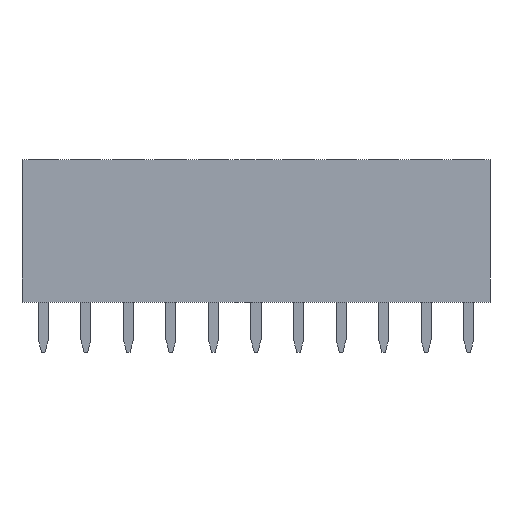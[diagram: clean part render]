
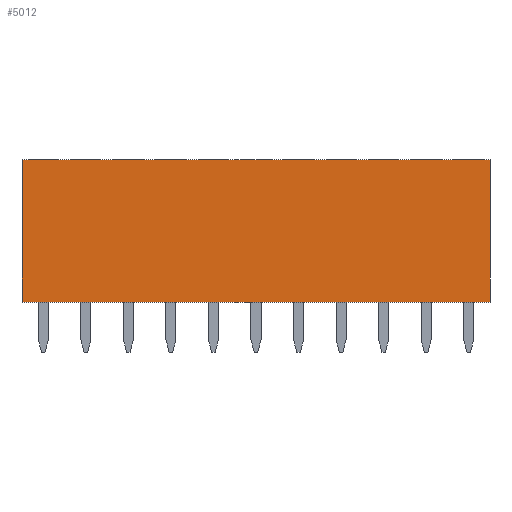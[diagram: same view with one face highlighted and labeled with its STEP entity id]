
A CAD part, front view. The second image highlights one B-rep face of the part: STEP entity #5012.
In plain terms, the highlighted planar face has unit normal (0, -1, 0).
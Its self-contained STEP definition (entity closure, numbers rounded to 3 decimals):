
#5012=ADVANCED_FACE('',(#9390),#9392,.T.);
#9390=FACE_BOUND('',#9391,.T.);
#9391=EDGE_LOOP('',(#12801,#12802,#12803,#12804));
#9392=PLANE('',#9393);
#9393=AXIS2_PLACEMENT_3D('',#9394,#9395,#9396);
#9394=CARTESIAN_POINT('',(-1.27,-1.27,0.));
#9395=DIRECTION('',(0.,-1.,0.));
#9396=DIRECTION('',(1.,0.,0.));
#12801=ORIENTED_EDGE('',*,*,#14607,.T.);
#12802=ORIENTED_EDGE('',*,*,#14470,.T.);
#12803=ORIENTED_EDGE('',*,*,#14583,.F.);
#12804=ORIENTED_EDGE('',*,*,#14459,.F.);
#14459=EDGE_CURVE('',#17043,#17045,#17046,.T.);
#14470=EDGE_CURVE('',#17065,#17063,#17066,.T.);
#14583=EDGE_CURVE('',#17045,#17063,#17203,.T.);
#14607=EDGE_CURVE('',#17043,#17065,#17231,.T.);
#17043=VERTEX_POINT('',#22689);
#17045=VERTEX_POINT('',#22693);
#17046=LINE('',#22694,#22695);
#17063=VERTEX_POINT('',#22731);
#17065=VERTEX_POINT('',#22735);
#17066=LINE('',#22736,#22737);
#17203=LINE('',#23103,#23104);
#17231=LINE('',#23179,#23180);
#22689=CARTESIAN_POINT('',(-1.27,-1.27,0.));
#22693=CARTESIAN_POINT('',(-1.27,-1.27,8.5));
#22694=CARTESIAN_POINT('',(-1.27,-1.27,0.));
#22695=VECTOR('',#22696,1.);
#22696=DIRECTION('',(0.,0.,1.));
#22731=CARTESIAN_POINT('',(26.67,-1.27,8.5));
#22735=CARTESIAN_POINT('',(26.67,-1.27,0.));
#22736=CARTESIAN_POINT('',(26.67,-1.27,0.));
#22737=VECTOR('',#22738,1.);
#22738=DIRECTION('',(0.,0.,1.));
#23103=CARTESIAN_POINT('',(-1.27,-1.27,8.5));
#23104=VECTOR('',#23105,1.);
#23105=DIRECTION('',(1.,0.,0.));
#23179=CARTESIAN_POINT('',(-1.27,-1.27,0.));
#23180=VECTOR('',#23181,1.);
#23181=DIRECTION('',(1.,0.,0.));
